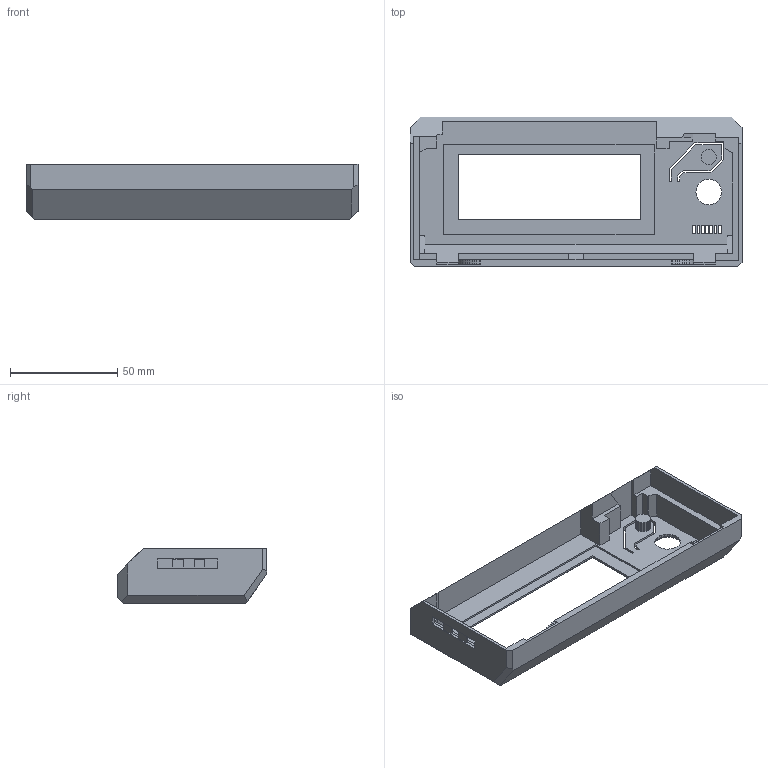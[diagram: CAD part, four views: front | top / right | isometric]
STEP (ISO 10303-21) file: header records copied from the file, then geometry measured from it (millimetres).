
FILE_DESCRIPTION(('FreeCAD Model'),'2;1');
FILE_NAME('lcd_cover.step','2020-06-15T20:41:34',('Author'),(''), 'Open CASCADE STEP processor 7.4','FreeCAD','Unknown');
FILE_SCHEMA(('AUTOMOTIVE_DESIGN { 1 0 10303 214 1 1 1 1 }'));
Length unit declared in the file: millimetre
Products named in the file (1): lcd_cover
Bounding box: 155 x 70 x 26 mm (x, y, z)
Volume: 41659.3 mm3; surface area: 34029.7 mm2
Topology: 3 solids, 4 shells, 343 faces, 967 edges, 633 vertices
Faces by surface type: plane 313, bspline 30
Entity records: 24898 total; most frequent: CARTESIAN_POINT 4901, DIRECTION 2596, LINE 1968, VECTOR 1968, ORIENTED_EDGE 1934, PCURVE 1934, DEFINITIONAL_REPRESENTATION 1934, EDGE_CURVE 967
